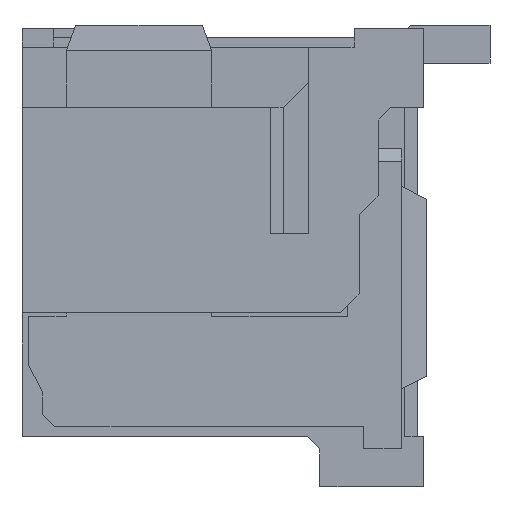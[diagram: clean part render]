
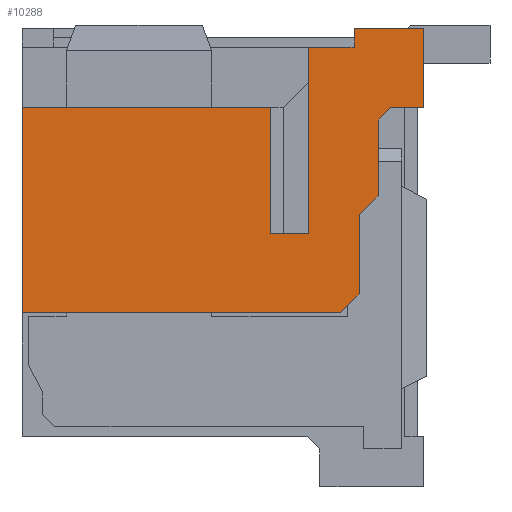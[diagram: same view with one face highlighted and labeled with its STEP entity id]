
A CAD part, left-side view. The second image highlights one B-rep face of the part: STEP entity #10288.
In plain terms, the highlighted planar face has unit normal (-1, 0, 0).
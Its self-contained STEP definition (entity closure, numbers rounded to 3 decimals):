
#1295=DIRECTION('',(0.,1.,0.));
#1296=VECTOR('',#1295,0.6);
#1297=CARTESIAN_POINT('',(-6.65,-1.93,0.82));
#1298=LINE('',#1297,#1296);
#1299=DIRECTION('',(0.,1.,0.));
#1300=VECTOR('',#1299,0.72);
#1301=CARTESIAN_POINT('',(-6.65,-2.65,3.77));
#1302=LINE('',#1301,#1300);
#1303=DIRECTION('',(0.,0.,-1.));
#1304=VECTOR('',#1303,0.3);
#1305=CARTESIAN_POINT('',(-6.65,-2.65,4.07));
#1306=LINE('',#1305,#1304);
#1307=DIRECTION('',(0.,1.,0.));
#1308=VECTOR('',#1307,1.1);
#1309=CARTESIAN_POINT('',(-6.65,-3.75,4.07));
#1310=LINE('',#1309,#1308);
#1311=DIRECTION('',(0.,0.,1.));
#1312=VECTOR('',#1311,1.25);
#1313=CARTESIAN_POINT('',(-6.65,-3.75,2.82));
#1314=LINE('',#1313,#1312);
#1315=DIRECTION('',(0.,1.,0.));
#1316=VECTOR('',#1315,0.52);
#1317=CARTESIAN_POINT('',(-6.65,-3.75,2.82));
#1318=LINE('',#1317,#1316);
#1319=DIRECTION('',(0.,0.707,-0.707));
#1320=VECTOR('',#1319,0.283);
#1321=CARTESIAN_POINT('',(-6.65,-3.23,2.82));
#1322=LINE('',#1321,#1320);
#1323=DIRECTION('',(0.,0.,-1.));
#1324=VECTOR('',#1323,1.2);
#1325=CARTESIAN_POINT('',(-6.65,-3.03,2.62));
#1326=LINE('',#1325,#1324);
#1327=DIRECTION('',(0.,0.707,-0.707));
#1328=VECTOR('',#1327,0.424);
#1329=CARTESIAN_POINT('',(-6.65,-3.03,1.42));
#1330=LINE('',#1329,#1328);
#1331=DIRECTION('',(0.,0.,-1.));
#1332=VECTOR('',#1331,1.25);
#1333=CARTESIAN_POINT('',(-6.65,-2.73,1.12));
#1334=LINE('',#1333,#1332);
#1335=DIRECTION('',(0.,0.707,-0.707));
#1336=VECTOR('',#1335,0.424);
#1337=CARTESIAN_POINT('',(-6.65,-2.73,-0.13));
#1338=LINE('',#1337,#1336);
#1339=DIRECTION('',(0.,-1.,0.));
#1340=VECTOR('',#1339,5.03);
#1341=CARTESIAN_POINT('',(-6.65,2.6,-0.43));
#1342=LINE('',#1341,#1340);
#1343=DIRECTION('',(0.,0.,-1.));
#1344=VECTOR('',#1343,3.25);
#1345=CARTESIAN_POINT('',(-6.65,2.6,2.82));
#1346=LINE('',#1345,#1344);
#1347=DIRECTION('',(0.,-1.,0.));
#1348=VECTOR('',#1347,3.93);
#1349=CARTESIAN_POINT('',(-6.65,2.6,2.82));
#1350=LINE('',#1349,#1348);
#1351=DIRECTION('',(0.,0.,1.));
#1352=VECTOR('',#1351,2.);
#1353=CARTESIAN_POINT('',(-6.65,-1.33,0.82));
#1354=LINE('',#1353,#1352);
#1355=DIRECTION('',(0.,0.,-1.));
#1356=VECTOR('',#1355,2.95);
#1357=CARTESIAN_POINT('',(-6.65,-1.93,3.77));
#1358=LINE('',#1357,#1356);
#6491=CARTESIAN_POINT('',(-6.65,-3.75,4.07));
#6492=CARTESIAN_POINT('',(-6.65,-2.65,4.07));
#6493=VERTEX_POINT('',#6491);
#6494=VERTEX_POINT('',#6492);
#6495=CARTESIAN_POINT('',(-6.65,-2.65,3.77));
#6496=VERTEX_POINT('',#6495);
#6501=CARTESIAN_POINT('',(-6.65,-3.75,2.82));
#6502=CARTESIAN_POINT('',(-6.65,-3.23,2.82));
#6503=VERTEX_POINT('',#6501);
#6504=VERTEX_POINT('',#6502);
#6505=CARTESIAN_POINT('',(-6.65,-3.03,2.62));
#6506=VERTEX_POINT('',#6505);
#6507=CARTESIAN_POINT('',(-6.65,-3.03,1.42));
#6508=VERTEX_POINT('',#6507);
#6509=CARTESIAN_POINT('',(-6.65,-2.73,1.12));
#6510=VERTEX_POINT('',#6509);
#6511=CARTESIAN_POINT('',(-6.65,-2.73,-0.13));
#6512=VERTEX_POINT('',#6511);
#6513=CARTESIAN_POINT('',(-6.65,-2.43,-0.43));
#6514=VERTEX_POINT('',#6513);
#6515=CARTESIAN_POINT('',(-6.65,2.6,-0.43));
#6516=VERTEX_POINT('',#6515);
#6527=CARTESIAN_POINT('',(-6.65,-1.93,3.77));
#6529=VERTEX_POINT('',#6527);
#6537=CARTESIAN_POINT('',(-6.65,2.6,2.82));
#6538=VERTEX_POINT('',#6537);
#7763=CARTESIAN_POINT('',(-6.65,-1.93,0.82));
#7764=CARTESIAN_POINT('',(-6.65,-1.33,0.82));
#7765=VERTEX_POINT('',#7763);
#7766=VERTEX_POINT('',#7764);
#7767=CARTESIAN_POINT('',(-6.65,-1.33,2.82));
#7768=VERTEX_POINT('',#7767);
#10257=CARTESIAN_POINT('',(-6.65,0.,0.445));
#10258=DIRECTION('',(-1.,0.,0.));
#10259=DIRECTION('',(0.,0.,1.));
#10260=AXIS2_PLACEMENT_3D('',#10257,#10258,#10259);
#10261=PLANE('',#10260);
#10262=ORIENTED_EDGE('',*,*,#8613,.F.);
#10264=ORIENTED_EDGE('',*,*,#10263,.F.);
#10266=ORIENTED_EDGE('',*,*,#10265,.F.);
#10268=ORIENTED_EDGE('',*,*,#10267,.F.);
#10270=ORIENTED_EDGE('',*,*,#10269,.F.);
#10271=ORIENTED_EDGE('',*,*,#9360,.F.);
#10273=ORIENTED_EDGE('',*,*,#10272,.T.);
#10274=ORIENTED_EDGE('',*,*,#10195,.T.);
#10275=ORIENTED_EDGE('',*,*,#10210,.T.);
#10276=ORIENTED_EDGE('',*,*,#10224,.T.);
#10277=ORIENTED_EDGE('',*,*,#10238,.T.);
#10278=ORIENTED_EDGE('',*,*,#10251,.T.);
#10279=ORIENTED_EDGE('',*,*,#10133,.F.);
#10281=ORIENTED_EDGE('',*,*,#10280,.F.);
#10283=ORIENTED_EDGE('',*,*,#10282,.T.);
#10285=ORIENTED_EDGE('',*,*,#10284,.F.);
#10286=EDGE_LOOP('',(#10262,#10264,#10266,#10268,#10270,#10271,#10273,#10274,
#10275,#10276,#10277,#10278,#10279,#10281,#10283,#10285));
#10287=FACE_OUTER_BOUND('',#10286,.F.);
#10288=ADVANCED_FACE('',(#10287),#10261,.T.);
#8613=EDGE_CURVE('',#7765,#7766,#1298,.T.);
#9360=EDGE_CURVE('',#6503,#6493,#1314,.T.);
#10133=EDGE_CURVE('',#6516,#6514,#1342,.T.);
#10195=EDGE_CURVE('',#6504,#6506,#1322,.T.);
#10210=EDGE_CURVE('',#6506,#6508,#1326,.T.);
#10224=EDGE_CURVE('',#6508,#6510,#1330,.T.);
#10238=EDGE_CURVE('',#6510,#6512,#1334,.T.);
#10251=EDGE_CURVE('',#6512,#6514,#1338,.T.);
#10263=EDGE_CURVE('',#6529,#7765,#1358,.T.);
#10265=EDGE_CURVE('',#6496,#6529,#1302,.T.);
#10267=EDGE_CURVE('',#6494,#6496,#1306,.T.);
#10269=EDGE_CURVE('',#6493,#6494,#1310,.T.);
#10272=EDGE_CURVE('',#6503,#6504,#1318,.T.);
#10280=EDGE_CURVE('',#6538,#6516,#1346,.T.);
#10282=EDGE_CURVE('',#6538,#7768,#1350,.T.);
#10284=EDGE_CURVE('',#7766,#7768,#1354,.T.);
